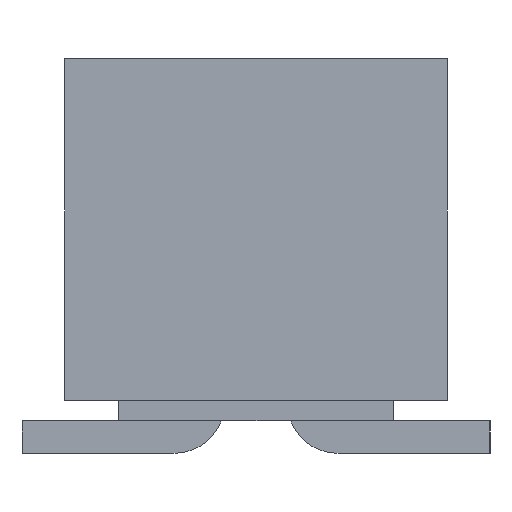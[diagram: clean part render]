
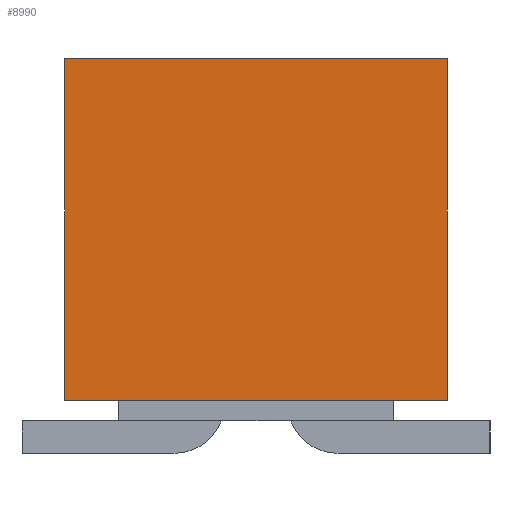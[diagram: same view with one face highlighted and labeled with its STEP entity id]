
A CAD part, left-side view. The second image highlights one B-rep face of the part: STEP entity #8990.
In plain terms, the highlighted planar face has unit normal (-1, 0, 0).
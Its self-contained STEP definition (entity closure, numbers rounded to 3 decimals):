
#4033=CARTESIAN_POINT('',(-6.363,-2.388,4.928));
#4034=VERTEX_POINT('',#4033);
#4049=CARTESIAN_POINT('',(-6.363,2.388,4.928));
#4050=VERTEX_POINT('',#4049);
#4057=CARTESIAN_POINT('',(-6.363,-2.388,4.928));
#4058=DIRECTION('',(0.0,1.0,0.0));
#4059=VECTOR('',#4058,4.775);
#4060=LINE('',#4057,#4059);
#4061=EDGE_CURVE('',#4034,#4050,#4060,.T.);
#8650=CARTESIAN_POINT('',(-6.363,2.388,0.66));
#8651=VERTEX_POINT('',#8650);
#8668=CARTESIAN_POINT('',(-6.363,-2.388,0.66));
#8669=VERTEX_POINT('',#8668);
#8676=CARTESIAN_POINT('',(-6.363,-2.388,0.66));
#8677=DIRECTION('',(0.0,1.0,0.0));
#8678=VECTOR('',#8677,4.775);
#8679=LINE('',#8676,#8678);
#8680=EDGE_CURVE('',#8669,#8651,#8679,.T.);
#8964=CARTESIAN_POINT('',(-6.363,2.388,4.928));
#8965=DIRECTION('',(0.0,0.0,-1.0));
#8966=VECTOR('',#8965,4.267);
#8967=LINE('',#8964,#8966);
#8968=EDGE_CURVE('',#4050,#8651,#8967,.T.);
#8974=CARTESIAN_POINT('',(-6.363,2.626,0.447));
#8975=DIRECTION('',(-1.0,0.0,0.0));
#8976=DIRECTION('',(0.0,-1.0,0.0));
#8977=AXIS2_PLACEMENT_3D('',#8974,#8975,#8976);
#8978=PLANE('',#8977);
#8979=ORIENTED_EDGE('',*,*,#8680,.F.);
#8980=CARTESIAN_POINT('',(-6.363,-2.388,4.928));
#8981=DIRECTION('',(0.0,0.0,-1.0));
#8982=VECTOR('',#8981,4.267);
#8983=LINE('',#8980,#8982);
#8984=EDGE_CURVE('',#4034,#8669,#8983,.T.);
#8985=ORIENTED_EDGE('',*,*,#8984,.F.);
#8986=ORIENTED_EDGE('',*,*,#4061,.T.);
#8987=ORIENTED_EDGE('',*,*,#8968,.T.);
#8988=EDGE_LOOP('',(#8979,#8985,#8986,#8987));
#8989=FACE_OUTER_BOUND('',#8988,.T.);
#8990=ADVANCED_FACE('',(#8989),#8978,.T.);
